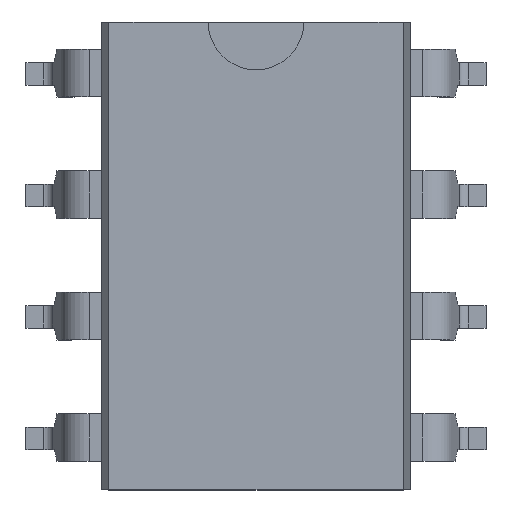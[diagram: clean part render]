
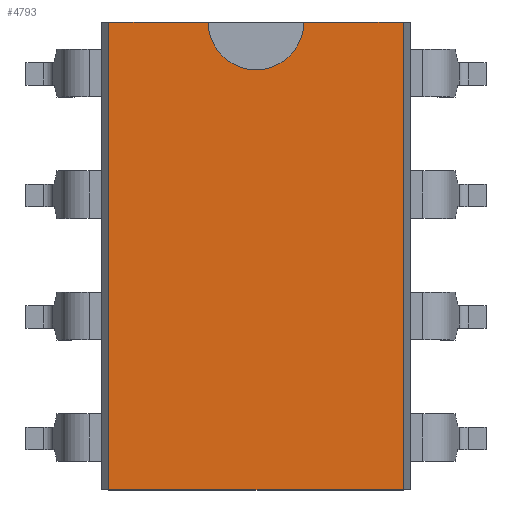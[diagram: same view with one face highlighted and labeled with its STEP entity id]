
A CAD part, top view. The second image highlights one B-rep face of the part: STEP entity #4793.
In plain terms, the highlighted planar face has unit normal (0, 0, 1).
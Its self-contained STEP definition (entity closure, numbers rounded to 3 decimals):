
#4533=CARTESIAN_POINT('',(3.075,4.89,2.95));
#4534=VERTEX_POINT('',#4533);
#4541=CARTESIAN_POINT('',(3.075,-4.89,2.95));
#4542=VERTEX_POINT('',#4541);
#4543=CARTESIAN_POINT('',(3.075,-4.89,2.95));
#4544=DIRECTION('',(0.0,1.0,0.0));
#4545=VECTOR('',#4544,9.78);
#4546=LINE('',#4543,#4545);
#4547=EDGE_CURVE('',#4542,#4534,#4546,.T.);
#4596=CARTESIAN_POINT('',(-3.075,-4.89,2.95));
#4597=VERTEX_POINT('',#4596);
#4598=CARTESIAN_POINT('',(3.075,-4.89,2.95));
#4599=DIRECTION('',(-1.0,0.0,0.0));
#4600=VECTOR('',#4599,6.149);
#4601=LINE('',#4598,#4600);
#4602=EDGE_CURVE('',#4542,#4597,#4601,.T.);
#4634=CARTESIAN_POINT('',(-3.075,4.89,2.95));
#4635=VERTEX_POINT('',#4634);
#4651=CARTESIAN_POINT('',(-3.075,4.89,2.95));
#4652=DIRECTION('',(0.0,-1.0,0.0));
#4653=VECTOR('',#4652,9.78);
#4654=LINE('',#4651,#4653);
#4655=EDGE_CURVE('',#4597,#4635,#4654,.F.);
#4665=CARTESIAN_POINT('',(-1.,4.89,2.95));
#4666=VERTEX_POINT('',#4665);
#4683=CARTESIAN_POINT('',(1.,4.89,2.95));
#4684=VERTEX_POINT('',#4683);
#4691=CARTESIAN_POINT('',(3.075,4.89,2.95));
#4692=DIRECTION('',(-1.0,0.0,0.0));
#4693=VECTOR('',#4692,2.075);
#4694=LINE('',#4691,#4693);
#4695=EDGE_CURVE('',#4534,#4684,#4694,.T.);
#4737=CARTESIAN_POINT('',(-1.,4.89,2.95));
#4738=DIRECTION('',(-1.0,0.0,0.0));
#4739=VECTOR('',#4738,2.075);
#4740=LINE('',#4737,#4739);
#4741=EDGE_CURVE('',#4666,#4635,#4740,.T.);
#4759=CARTESIAN_POINT('',(0.,4.89,2.95));
#4760=DIRECTION('',(0.0,0.0,-1.0));
#4761=DIRECTION('',(0.0,-1.0,0.0));
#4762=AXIS2_PLACEMENT_3D('',#4759,#4760,#4761);
#4763=CIRCLE('',#4762,1.0);
#4764=EDGE_CURVE('',#4684,#4666,#4763,.T.);
#4780=CARTESIAN_POINT('',(3.075,-5.02,2.95));
#4781=DIRECTION('',(0.0,0.0,1.0));
#4782=DIRECTION('',(1.0,0.0,0.0));
#4783=AXIS2_PLACEMENT_3D('',#4780,#4781,#4782);
#4784=PLANE('',#4783);
#4785=ORIENTED_EDGE('',*,*,#4764,.T.);
#4786=ORIENTED_EDGE('',*,*,#4741,.T.);
#4787=ORIENTED_EDGE('',*,*,#4655,.F.);
#4788=ORIENTED_EDGE('',*,*,#4602,.F.);
#4789=ORIENTED_EDGE('',*,*,#4547,.T.);
#4790=ORIENTED_EDGE('',*,*,#4695,.T.);
#4791=EDGE_LOOP('',(#4785,#4786,#4787,#4788,#4789,#4790));
#4792=FACE_OUTER_BOUND('',#4791,.T.);
#4793=ADVANCED_FACE('',(#4792),#4784,.T.);
